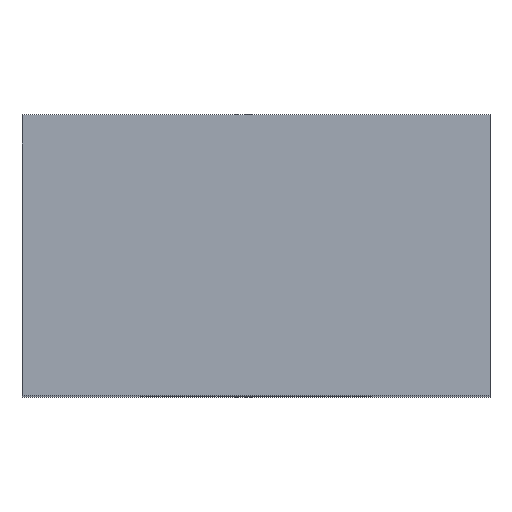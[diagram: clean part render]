
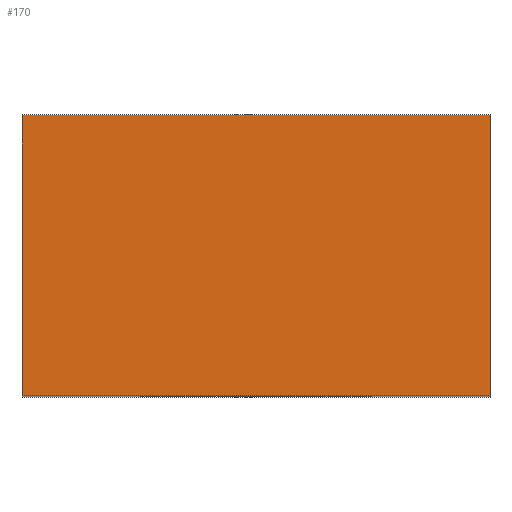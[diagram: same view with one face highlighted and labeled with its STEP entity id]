
A CAD part, top view. The second image highlights one B-rep face of the part: STEP entity #170.
In plain terms, the highlighted planar face has unit normal (0, 0, 1).
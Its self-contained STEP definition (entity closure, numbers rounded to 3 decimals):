
#20=PLANE('',#198);
#29=FACE_OUTER_BOUND('',#39,.T.);
#39=EDGE_LOOP('',(#131,#132,#133,#134));
#54=LINE('',#273,#69);
#55=LINE('',#275,#70);
#56=LINE('',#277,#71);
#57=LINE('',#278,#72);
#69=VECTOR('',#226,10.);
#70=VECTOR('',#227,10.);
#71=VECTOR('',#228,10.);
#72=VECTOR('',#229,10.);
#92=VERTEX_POINT('',#271);
#93=VERTEX_POINT('',#272);
#94=VERTEX_POINT('',#274);
#95=VERTEX_POINT('',#276);
#108=EDGE_CURVE('',#92,#93,#54,.T.);
#109=EDGE_CURVE('',#92,#94,#55,.T.);
#110=EDGE_CURVE('',#95,#94,#56,.T.);
#111=EDGE_CURVE('',#93,#95,#57,.T.);
#131=ORIENTED_EDGE('',*,*,#108,.F.);
#132=ORIENTED_EDGE('',*,*,#109,.T.);
#133=ORIENTED_EDGE('',*,*,#110,.F.);
#134=ORIENTED_EDGE('',*,*,#111,.F.);
#170=ADVANCED_FACE('',(#29),#20,.T.);
#198=AXIS2_PLACEMENT_3D('',#270,#224,#225);
#224=DIRECTION('center_axis',(0.,0.,1.));
#225=DIRECTION('ref_axis',(-1.,0.,0.));
#226=DIRECTION('',(1.,0.,0.));
#227=DIRECTION('',(0.,-1.,0.));
#228=DIRECTION('',(-1.,0.,0.));
#229=DIRECTION('',(0.,-1.,0.));
#270=CARTESIAN_POINT('Origin',(15.,0.,25.));
#271=CARTESIAN_POINT('',(-15.,0.,25.));
#272=CARTESIAN_POINT('',(15.,0.,25.));
#273=CARTESIAN_POINT('',(-15.,0.,25.));
#274=CARTESIAN_POINT('',(-15.,-18.,25.));
#275=CARTESIAN_POINT('',(-15.,0.,25.));
#276=CARTESIAN_POINT('',(15.,-18.,25.));
#277=CARTESIAN_POINT('',(-15.,-18.,25.));
#278=CARTESIAN_POINT('',(15.,0.,25.));
